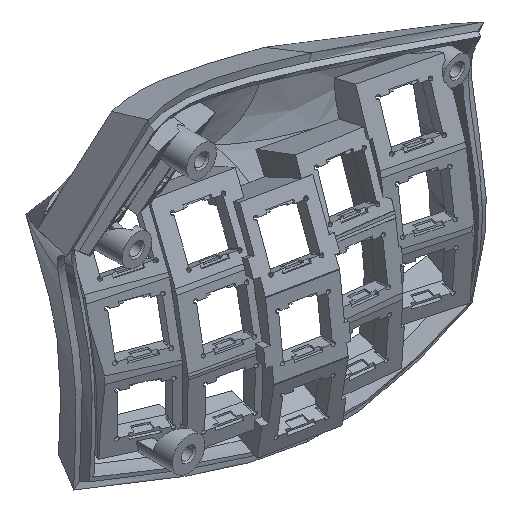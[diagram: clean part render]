
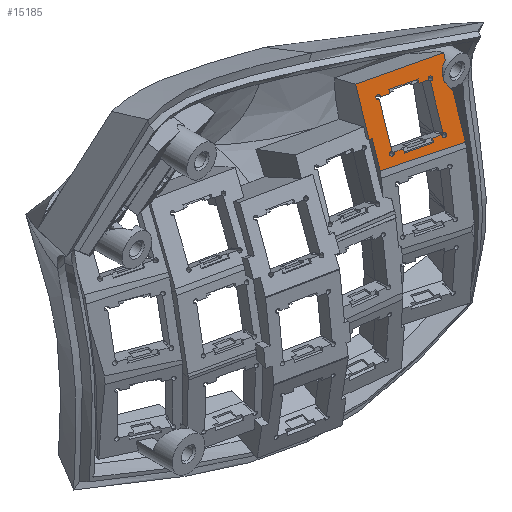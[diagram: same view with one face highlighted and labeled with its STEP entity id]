
A CAD part, isometric view. The second image highlights one B-rep face of the part: STEP entity #15185.
In plain terms, the highlighted planar face has unit normal (-0.261, -0.875, 0.407).
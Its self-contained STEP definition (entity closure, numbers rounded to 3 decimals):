
#34=FACE_BOUND('',#5548,.T.);
#98=CIRCLE('',#16032,0.6);
#99=CIRCLE('',#16033,0.6);
#100=CIRCLE('',#16034,0.6);
#101=CIRCLE('',#16035,0.6);
#222=LINE('',#20723,#2048);
#229=LINE('',#20784,#2055);
#472=LINE('',#22258,#2298);
#473=LINE('',#22260,#2299);
#474=LINE('',#22262,#2300);
#475=LINE('',#22263,#2301);
#476=LINE('',#22264,#2302);
#477=LINE('',#22269,#2303);
#478=LINE('',#22273,#2304);
#479=LINE('',#22275,#2305);
#480=LINE('',#22277,#2306);
#481=LINE('',#22279,#2307);
#482=LINE('',#22281,#2308);
#483=LINE('',#22285,#2309);
#484=LINE('',#22289,#2310);
#485=LINE('',#22291,#2311);
#486=LINE('',#22293,#2312);
#487=LINE('',#22295,#2313);
#488=LINE('',#22296,#2314);
#2048=VECTOR('',#16859,10.);
#2055=VECTOR('',#16870,10.);
#2298=VECTOR('',#17367,10.);
#2299=VECTOR('',#17368,10.);
#2300=VECTOR('',#17369,10.);
#2301=VECTOR('',#17370,10.);
#2302=VECTOR('',#17371,10.);
#2303=VECTOR('',#17374,10.);
#2304=VECTOR('',#17377,10.);
#2305=VECTOR('',#17378,10.);
#2306=VECTOR('',#17379,10.);
#2307=VECTOR('',#17380,10.);
#2308=VECTOR('',#17381,10.);
#2309=VECTOR('',#17384,10.);
#2310=VECTOR('',#17387,10.);
#2311=VECTOR('',#17388,10.);
#2312=VECTOR('',#17389,10.);
#2313=VECTOR('',#17390,10.);
#2314=VECTOR('',#17391,10.);
#3975=ELLIPSE('',#16025,5.141,4.5);
#3979=ELLIPSE('',#16031,5.141,4.5);
#4078=PLANE('',#16030);
#4743=FACE_OUTER_BOUND('',#5547,.T.);
#5547=EDGE_LOOP('',(#10856,#10857,#10858,#10859,#10860,#10861,#10862,#10863,
#10864));
#5548=EDGE_LOOP('',(#10865,#10866,#10867,#10868,#10869,#10870,#10871,#10872,
#10873,#10874,#10875,#10876,#10877,#10878,#10879,#10880));
#6562=VERTEX_POINT('',#20721);
#6563=VERTEX_POINT('',#20722);
#6573=VERTEX_POINT('',#20783);
#6739=VERTEX_POINT('',#21760);
#6847=VERTEX_POINT('',#22247);
#6849=VERTEX_POINT('',#22255);
#6850=VERTEX_POINT('',#22257);
#6851=VERTEX_POINT('',#22259);
#6852=VERTEX_POINT('',#22261);
#6853=VERTEX_POINT('',#22265);
#6854=VERTEX_POINT('',#22266);
#6855=VERTEX_POINT('',#22268);
#6856=VERTEX_POINT('',#22270);
#6857=VERTEX_POINT('',#22272);
#6858=VERTEX_POINT('',#22274);
#6859=VERTEX_POINT('',#22276);
#6860=VERTEX_POINT('',#22278);
#6861=VERTEX_POINT('',#22280);
#6862=VERTEX_POINT('',#22282);
#6863=VERTEX_POINT('',#22284);
#6864=VERTEX_POINT('',#22286);
#6865=VERTEX_POINT('',#22288);
#6866=VERTEX_POINT('',#22290);
#6867=VERTEX_POINT('',#22292);
#6868=VERTEX_POINT('',#22294);
#8089=EDGE_CURVE('',#6562,#6563,#222,.T.);
#8102=EDGE_CURVE('',#6573,#6563,#229,.T.);
#8438=EDGE_CURVE('',#6847,#6739,#3975,.T.);
#8442=EDGE_CURVE('',#6739,#6849,#3979,.T.);
#8443=EDGE_CURVE('',#6850,#6849,#472,.T.);
#8444=EDGE_CURVE('',#6851,#6850,#473,.T.);
#8445=EDGE_CURVE('',#6852,#6851,#474,.T.);
#8446=EDGE_CURVE('',#6852,#6573,#475,.T.);
#8447=EDGE_CURVE('',#6847,#6562,#476,.T.);
#8448=EDGE_CURVE('',#6853,#6854,#98,.T.);
#8449=EDGE_CURVE('',#6854,#6855,#477,.T.);
#8450=EDGE_CURVE('',#6855,#6856,#99,.T.);
#8451=EDGE_CURVE('',#6856,#6857,#478,.T.);
#8452=EDGE_CURVE('',#6857,#6858,#479,.T.);
#8453=EDGE_CURVE('',#6858,#6859,#480,.T.);
#8454=EDGE_CURVE('',#6859,#6860,#481,.T.);
#8455=EDGE_CURVE('',#6860,#6861,#482,.T.);
#8456=EDGE_CURVE('',#6861,#6862,#100,.T.);
#8457=EDGE_CURVE('',#6862,#6863,#483,.T.);
#8458=EDGE_CURVE('',#6863,#6864,#101,.T.);
#8459=EDGE_CURVE('',#6864,#6865,#484,.T.);
#8460=EDGE_CURVE('',#6865,#6866,#485,.T.);
#8461=EDGE_CURVE('',#6866,#6867,#486,.T.);
#8462=EDGE_CURVE('',#6867,#6868,#487,.T.);
#8463=EDGE_CURVE('',#6868,#6853,#488,.T.);
#10856=ORIENTED_EDGE('',*,*,#8438,.T.);
#10857=ORIENTED_EDGE('',*,*,#8442,.T.);
#10858=ORIENTED_EDGE('',*,*,#8443,.F.);
#10859=ORIENTED_EDGE('',*,*,#8444,.F.);
#10860=ORIENTED_EDGE('',*,*,#8445,.F.);
#10861=ORIENTED_EDGE('',*,*,#8446,.T.);
#10862=ORIENTED_EDGE('',*,*,#8102,.T.);
#10863=ORIENTED_EDGE('',*,*,#8089,.F.);
#10864=ORIENTED_EDGE('',*,*,#8447,.F.);
#10865=ORIENTED_EDGE('',*,*,#8448,.T.);
#10866=ORIENTED_EDGE('',*,*,#8449,.T.);
#10867=ORIENTED_EDGE('',*,*,#8450,.T.);
#10868=ORIENTED_EDGE('',*,*,#8451,.T.);
#10869=ORIENTED_EDGE('',*,*,#8452,.T.);
#10870=ORIENTED_EDGE('',*,*,#8453,.T.);
#10871=ORIENTED_EDGE('',*,*,#8454,.T.);
#10872=ORIENTED_EDGE('',*,*,#8455,.T.);
#10873=ORIENTED_EDGE('',*,*,#8456,.T.);
#10874=ORIENTED_EDGE('',*,*,#8457,.T.);
#10875=ORIENTED_EDGE('',*,*,#8458,.T.);
#10876=ORIENTED_EDGE('',*,*,#8459,.T.);
#10877=ORIENTED_EDGE('',*,*,#8460,.T.);
#10878=ORIENTED_EDGE('',*,*,#8461,.T.);
#10879=ORIENTED_EDGE('',*,*,#8462,.T.);
#10880=ORIENTED_EDGE('',*,*,#8463,.T.);
#15185=ADVANCED_FACE('',(#4743,#34),#4078,.F.);
#16025=AXIS2_PLACEMENT_3D('',#22248,#17353,#17354);
#16030=AXIS2_PLACEMENT_3D('',#22254,#17363,#17364);
#16031=AXIS2_PLACEMENT_3D('',#22256,#17365,#17366);
#16032=AXIS2_PLACEMENT_3D('',#22267,#17372,#17373);
#16033=AXIS2_PLACEMENT_3D('',#22271,#17375,#17376);
#16034=AXIS2_PLACEMENT_3D('',#22283,#17382,#17383);
#16035=AXIS2_PLACEMENT_3D('',#22287,#17385,#17386);
#16859=DIRECTION('',(-0.961,0.277,-0.019));
#16870=DIRECTION('',(-0.078,-0.402,-0.912));
#17353=DIRECTION('center_axis',(0.261,0.875,-0.408));
#17354=DIRECTION('ref_axis',(0.472,-0.484,-0.737));
#17363=DIRECTION('center_axis',(0.261,0.875,-0.408));
#17364=DIRECTION('ref_axis',(0.962,-0.27,0.036));
#17365=DIRECTION('center_axis',(0.261,0.875,-0.408));
#17366=DIRECTION('ref_axis',(0.472,-0.484,-0.737));
#17367=DIRECTION('',(-0.078,-0.402,-0.912));
#17368=DIRECTION('',(0.962,-0.27,0.036));
#17369=DIRECTION('',(0.078,0.402,0.912));
#17370=DIRECTION('',(0.962,-0.27,0.036));
#17371=DIRECTION('',(-0.078,-0.402,-0.912));
#17372=DIRECTION('center_axis',(0.261,0.875,-0.408));
#17373=DIRECTION('ref_axis',(0.962,-0.27,0.036));
#17374=DIRECTION('',(0.078,0.402,0.912));
#17375=DIRECTION('center_axis',(0.261,0.875,-0.408));
#17376=DIRECTION('ref_axis',(0.962,-0.27,0.036));
#17377=DIRECTION('',(0.962,-0.27,0.036));
#17378=DIRECTION('',(0.078,0.402,0.912));
#17379=DIRECTION('',(0.962,-0.27,0.036));
#17380=DIRECTION('',(-0.078,-0.402,-0.912));
#17381=DIRECTION('',(0.962,-0.27,0.036));
#17382=DIRECTION('center_axis',(0.261,0.875,-0.408));
#17383=DIRECTION('ref_axis',(0.962,-0.27,0.036));
#17384=DIRECTION('',(-0.078,-0.402,-0.912));
#17385=DIRECTION('center_axis',(0.261,0.875,-0.408));
#17386=DIRECTION('ref_axis',(0.962,-0.27,0.036));
#17387=DIRECTION('',(-0.962,0.27,-0.036));
#17388=DIRECTION('',(-0.078,-0.402,-0.912));
#17389=DIRECTION('',(-0.962,0.27,-0.036));
#17390=DIRECTION('',(0.078,0.402,0.912));
#17391=DIRECTION('',(-0.962,0.27,-0.036));
#20721=CARTESIAN_POINT('',(101.003,5.029,1.391));
#20722=CARTESIAN_POINT('',(78.769,11.443,0.949));
#20723=CARTESIAN_POINT('',(83.624,10.042,1.045));
#20783=CARTESIAN_POINT('',(79.409,14.732,8.424));
#20784=CARTESIAN_POINT('',(78.781,11.503,1.085));
#21760=CARTESIAN_POINT('',(100.698,12.,16.168));
#22247=CARTESIAN_POINT('',(102.027,10.291,13.348));
#22248=CARTESIAN_POINT('Origin',(105.181,10.847,16.558));
#22254=CARTESIAN_POINT('Origin',(90.28,12.497,10.575));
#22255=CARTESIAN_POINT('',(102.619,13.332,20.258));
#22256=CARTESIAN_POINT('Origin',(105.181,10.847,16.558));
#22257=CARTESIAN_POINT('',(102.765,14.081,21.959));
#22258=CARTESIAN_POINT('',(102.765,14.081,21.959));
#22259=CARTESIAN_POINT('',(79.67,20.552,21.09));
#22260=CARTESIAN_POINT('',(79.67,20.552,21.09));
#22261=CARTESIAN_POINT('',(78.583,14.964,8.393));
#22262=CARTESIAN_POINT('',(77.794,10.914,-0.81));
#22263=CARTESIAN_POINT('',(84.652,13.263,8.621));
#22264=CARTESIAN_POINT('',(102.765,14.081,21.959));
#22265=CARTESIAN_POINT('',(83.4,11.492,4.017));
#22266=CARTESIAN_POINT('',(83.054,11.74,4.327));
#22267=CARTESIAN_POINT('Origin',(82.846,11.555,3.796));
#22268=CARTESIAN_POINT('',(84.081,17.016,16.317));
#22269=CARTESIAN_POINT('',(83.297,12.987,7.162));
#22270=CARTESIAN_POINT('',(84.503,17.07,16.701));
#22271=CARTESIAN_POINT('Origin',(83.963,17.293,16.836));
#22272=CARTESIAN_POINT('',(86.976,16.377,16.794));
#22273=CARTESIAN_POINT('',(87.469,16.239,16.813));
#22274=CARTESIAN_POINT('',(87.058,16.798,17.752));
#22275=CARTESIAN_POINT('',(86.744,15.187,14.091));
#22276=CARTESIAN_POINT('',(94.756,14.641,18.042));
#22277=CARTESIAN_POINT('',(92.831,15.181,17.97));
#22278=CARTESIAN_POINT('',(94.674,14.22,17.084));
#22279=CARTESIAN_POINT('',(94.401,12.819,13.902));
#22280=CARTESIAN_POINT('',(97.141,13.529,17.177));
#22281=CARTESIAN_POINT('',(87.469,16.239,16.813));
#22282=CARTESIAN_POINT('',(97.457,13.266,16.816));
#22283=CARTESIAN_POINT('Origin',(97.712,13.431,17.333));
#22284=CARTESIAN_POINT('',(96.427,7.976,4.795));
#22285=CARTESIAN_POINT('',(97.216,12.031,14.008));
#22286=CARTESIAN_POINT('',(96.085,7.938,4.495));
#22287=CARTESIAN_POINT('Origin',(96.595,7.693,4.294));
#22288=CARTESIAN_POINT('',(93.587,8.638,4.401));
#22289=CARTESIAN_POINT('',(93.07,8.783,4.381));
#22290=CARTESIAN_POINT('',(93.501,8.196,3.397));
#22291=CARTESIAN_POINT('',(93.815,9.807,7.058));
#22292=CARTESIAN_POINT('',(85.803,10.353,3.107));
#22293=CARTESIAN_POINT('',(87.728,9.814,3.18));
#22294=CARTESIAN_POINT('',(85.889,10.795,4.111));
#22295=CARTESIAN_POINT('',(86.16,12.185,7.27));
#22296=CARTESIAN_POINT('',(93.07,8.783,4.381));
